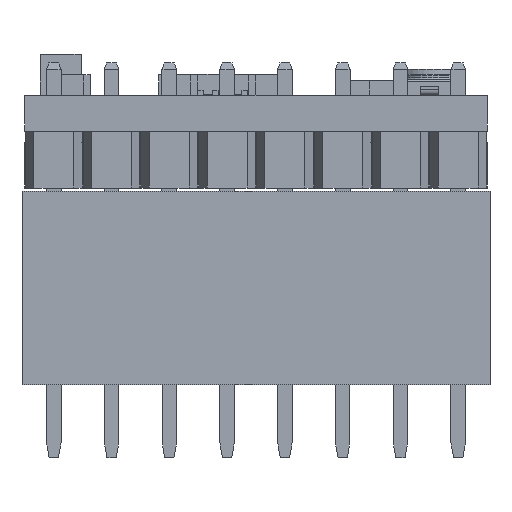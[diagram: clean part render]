
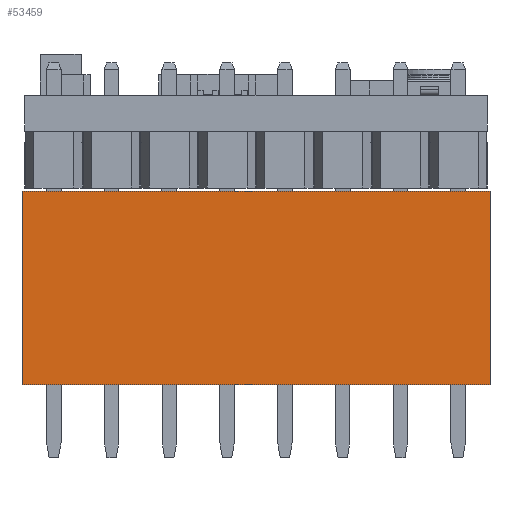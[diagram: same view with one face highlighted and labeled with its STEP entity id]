
A CAD part, front view. The second image highlights one B-rep face of the part: STEP entity #53459.
In plain terms, the highlighted planar face has unit normal (0, -1, 0).
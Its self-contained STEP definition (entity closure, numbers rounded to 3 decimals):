
#52312 = VERTEX_POINT('',#52313);
#52313 = CARTESIAN_POINT('',(10.285,-7.6,8.55));
#52330 = VERTEX_POINT('',#52331);
#52331 = CARTESIAN_POINT('',(-10.285,-7.6,8.55));
#52337 = EDGE_CURVE('',#52330,#52312,#52338,.T.);
#52338 = LINE('',#52339,#52340);
#52339 = CARTESIAN_POINT('',(-10.285,-7.6,8.55));
#52340 = VECTOR('',#52341,1.);
#52341 = DIRECTION('',(1.,0.,0.));
#53285 = EDGE_CURVE('',#53286,#52312,#53288,.T.);
#53286 = VERTEX_POINT('',#53287);
#53287 = CARTESIAN_POINT('',(10.285,-7.6,0.05));
#53288 = LINE('',#53289,#53290);
#53289 = CARTESIAN_POINT('',(10.285,-7.6,0.05));
#53290 = VECTOR('',#53291,1.);
#53291 = DIRECTION('',(0.,0.,1.));
#53389 = EDGE_CURVE('',#53390,#52330,#53392,.T.);
#53390 = VERTEX_POINT('',#53391);
#53391 = CARTESIAN_POINT('',(-10.285,-7.6,0.05));
#53392 = LINE('',#53393,#53394);
#53393 = CARTESIAN_POINT('',(-10.285,-7.6,0.05));
#53394 = VECTOR('',#53395,1.);
#53395 = DIRECTION('',(0.,0.,1.));
#53459 = ADVANCED_FACE('',(#53460),#53471,.T.);
#53460 = FACE_BOUND('',#53461,.T.);
#53461 = EDGE_LOOP('',(#53462,#53463,#53464,#53465));
#53462 = ORIENTED_EDGE('',*,*,#53285,.T.);
#53463 = ORIENTED_EDGE('',*,*,#52337,.F.);
#53464 = ORIENTED_EDGE('',*,*,#53389,.F.);
#53465 = ORIENTED_EDGE('',*,*,#53466,.T.);
#53466 = EDGE_CURVE('',#53390,#53286,#53467,.T.);
#53467 = LINE('',#53468,#53469);
#53468 = CARTESIAN_POINT('',(-10.285,-7.6,0.05));
#53469 = VECTOR('',#53470,1.);
#53470 = DIRECTION('',(1.,0.,0.));
#53471 = PLANE('',#53472);
#53472 = AXIS2_PLACEMENT_3D('',#53473,#53474,#53475);
#53473 = CARTESIAN_POINT('',(-10.285,-7.6,4.3));
#53474 = DIRECTION('',(0.,-1.,0.));
#53475 = DIRECTION('',(0.,0.,-1.));
